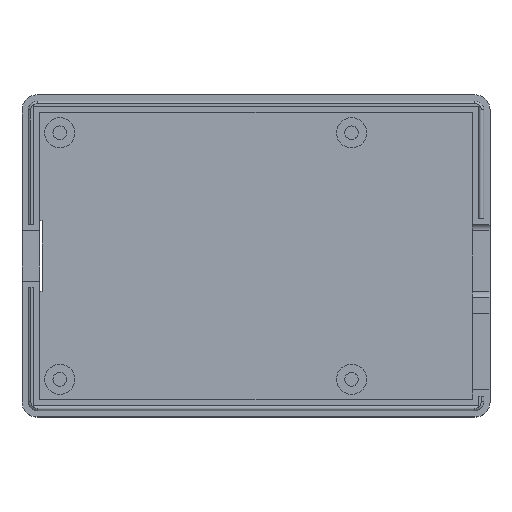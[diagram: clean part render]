
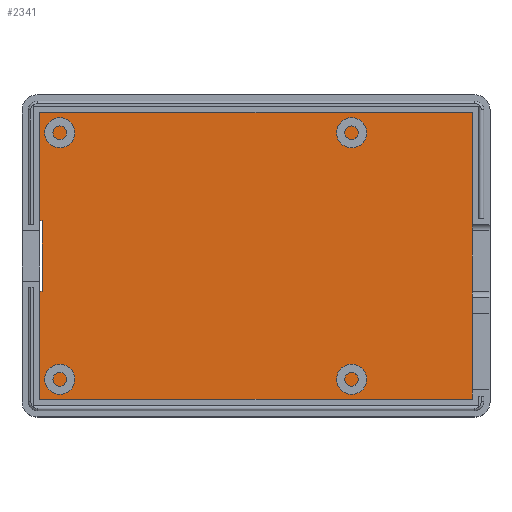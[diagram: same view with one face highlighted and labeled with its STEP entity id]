
A CAD part, top view. The second image highlights one B-rep face of the part: STEP entity #2341.
In plain terms, the highlighted planar face has unit normal (0, 0, 1).
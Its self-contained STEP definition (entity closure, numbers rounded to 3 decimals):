
#172=FACE_OUTER_BOUND('',#310,.T.);
#310=EDGE_LOOP('',(#1810,#1811,#1812,#1813,#1814,#1815,#1816,#1817));
#631=LINE('',#3812,#861);
#633=LINE('',#3817,#863);
#634=LINE('',#3819,#864);
#635=LINE('',#3821,#865);
#636=LINE('',#3822,#866);
#637=LINE('',#3824,#867);
#638=LINE('',#3826,#868);
#639=LINE('',#3827,#869);
#861=VECTOR('',#3010,10.);
#863=VECTOR('',#3014,10.);
#864=VECTOR('',#3015,10.);
#865=VECTOR('',#3016,10.);
#866=VECTOR('',#3017,10.);
#867=VECTOR('',#3018,10.);
#868=VECTOR('',#3019,10.);
#869=VECTOR('',#3020,10.);
#1103=VERTEX_POINT('',#3809);
#1104=VERTEX_POINT('',#3811);
#1105=VERTEX_POINT('',#3815);
#1106=VERTEX_POINT('',#3816);
#1107=VERTEX_POINT('',#3818);
#1108=VERTEX_POINT('',#3820);
#1109=VERTEX_POINT('',#3823);
#1110=VERTEX_POINT('',#3825);
#1374=EDGE_CURVE('',#1103,#1104,#631,.F.);
#1376=EDGE_CURVE('',#1105,#1106,#633,.T.);
#1377=EDGE_CURVE('',#1107,#1106,#634,.F.);
#1378=EDGE_CURVE('',#1108,#1107,#635,.T.);
#1379=EDGE_CURVE('',#1104,#1108,#636,.T.);
#1380=EDGE_CURVE('',#1109,#1103,#637,.F.);
#1381=EDGE_CURVE('',#1109,#1110,#638,.T.);
#1382=EDGE_CURVE('',#1110,#1105,#639,.T.);
#1810=ORIENTED_EDGE('',*,*,#1376,.T.);
#1811=ORIENTED_EDGE('',*,*,#1377,.F.);
#1812=ORIENTED_EDGE('',*,*,#1378,.F.);
#1813=ORIENTED_EDGE('',*,*,#1379,.F.);
#1814=ORIENTED_EDGE('',*,*,#1374,.F.);
#1815=ORIENTED_EDGE('',*,*,#1380,.F.);
#1816=ORIENTED_EDGE('',*,*,#1381,.T.);
#1817=ORIENTED_EDGE('',*,*,#1382,.T.);
#2244=PLANE('',#2546);
#2341=ADVANCED_FACE('',(#172),#2244,.T.);
#2546=AXIS2_PLACEMENT_3D('',#3814,#3012,#3013);
#3010=DIRECTION('',(-1.,0.,0.));
#3012=DIRECTION('center_axis',(0.,0.,1.));
#3013=DIRECTION('ref_axis',(1.,0.,0.));
#3014=DIRECTION('',(-1.,0.,0.));
#3015=DIRECTION('',(0.,-1.,0.));
#3016=DIRECTION('',(-1.,0.,0.));
#3017=DIRECTION('',(0.,-1.,0.));
#3018=DIRECTION('',(0.,-1.,0.));
#3019=DIRECTION('',(1.,0.,0.));
#3020=DIRECTION('',(0.,-1.,0.));
#3809=CARTESIAN_POINT('',(-43.,28.5,3.5));
#3811=CARTESIAN_POINT('',(43.,28.5,3.5));
#3812=CARTESIAN_POINT('',(23.25,28.5,3.5));
#3814=CARTESIAN_POINT('Origin',(0.,0.,3.5));
#3815=CARTESIAN_POINT('',(-42.5,-7.,3.5));
#3816=CARTESIAN_POINT('',(-43.,-7.,3.5));
#3817=CARTESIAN_POINT('',(-23.25,-7.,3.5));
#3818=CARTESIAN_POINT('',(-43.,-28.5,3.5));
#3819=CARTESIAN_POINT('',(-43.,16.,3.5));
#3820=CARTESIAN_POINT('',(43.,-28.5,3.5));
#3821=CARTESIAN_POINT('',(-23.25,-28.5,3.5));
#3822=CARTESIAN_POINT('',(43.,-16.,3.5));
#3823=CARTESIAN_POINT('',(-43.,7.,3.5));
#3824=CARTESIAN_POINT('',(-43.,16.,3.5));
#3825=CARTESIAN_POINT('',(-42.5,7.,3.5));
#3826=CARTESIAN_POINT('',(-23.25,7.,3.5));
#3827=CARTESIAN_POINT('',(-42.5,0.,3.5));
